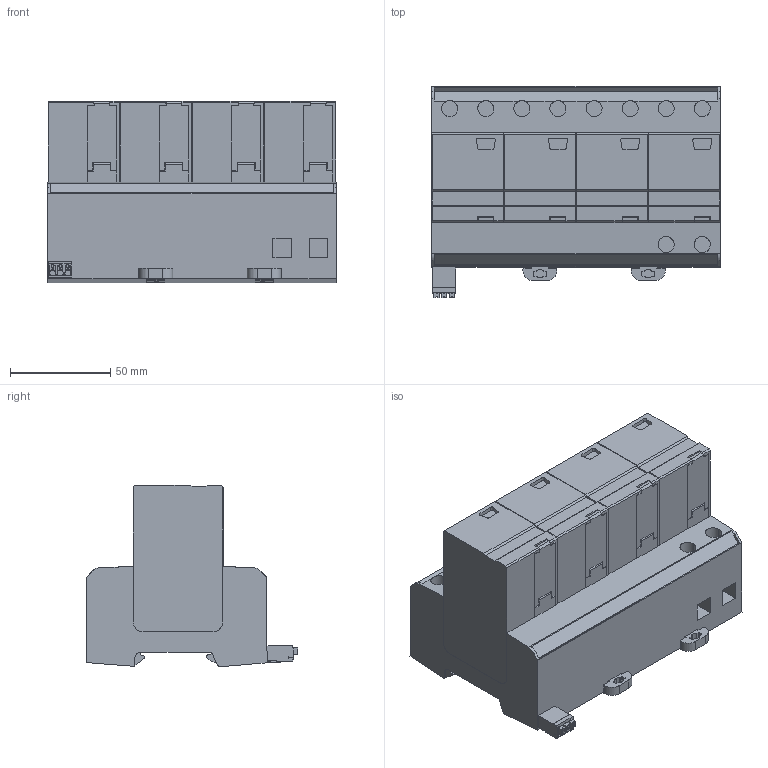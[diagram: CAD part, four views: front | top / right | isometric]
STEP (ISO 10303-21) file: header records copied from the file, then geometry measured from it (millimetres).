
FILE_DESCRIPTION(('CATIA V5 STEP Exchange','CAx-IF Rec.Pracs.--- Model Styling and Organization---1.5--- 2016-08-15','CAx-IF Rec.Pracs.---Supplemental Geometry---1.0---2011-11-01','CAx-IF Rec.Pracs.--- Composite Materials ---1.1---2010-07-15'),'2;1');
FILE_NAME ('D1619324_0', '2024-07-10T06:25:00+00:00', ('none'), ('Weidmueller'), 'CATIA Version 5-6 Release 2022 SP4 HF5', 'CATIA V5 STEP AP214 v3', 'none');
FILE_SCHEMA(('AUTOMOTIVE_DESIGN { 1 0 10303 214 1 1 1 1 }'));
Length unit declared in the file: millimetre
Products named in the file (1): S3D_VPU_AC_I_F_3-1_R_275-25
Bounding box: 144 x 105.63 x 90.68 mm (x, y, z)
Volume: 831155 mm3; surface area: 78438.8 mm2
Topology: 1 solids, 1 shells, 696 faces, 1994 edges, 1319 vertices
Faces by surface type: plane 506, cylinder 107, extrusion 83
Entity records: 24211 total; most frequent: CARTESIAN_POINT 6857, ORIENTED_EDGE 3988, DIRECTION 2480, EDGE_CURVE 1994, VECTOR 1484, LINE 1401, VERTEX_POINT 1319, EDGE_LOOP 739
